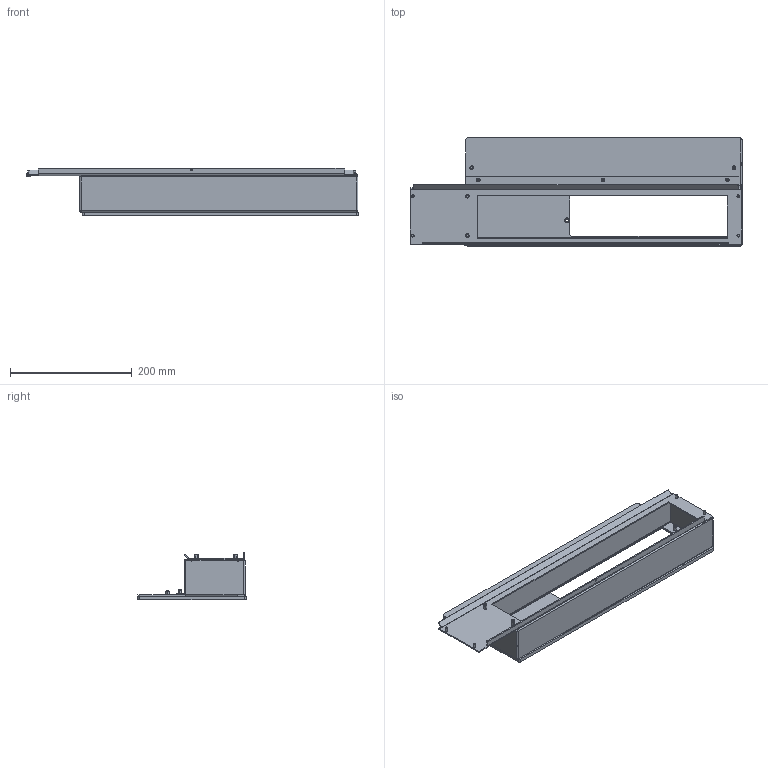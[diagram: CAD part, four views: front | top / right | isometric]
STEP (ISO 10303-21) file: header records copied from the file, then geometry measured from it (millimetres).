
FILE_DESCRIPTION (( 'STEP AP214' ), '1' );
FILE_NAME ('INGUN_115572.STEP', '2024-10-10T10:47:11', ( '' ), ( '' ), 'SwSTEP 2.0', 'SolidWorks 2021', '' );
FILE_SCHEMA (( 'AUTOMOTIVE_DESIGN' ));
Length unit declared in the file: millimetre
Products named in the file (8): INGUN_115572; ISO7380~n_M04,0x008; DIN7991~n_M04,0x010 VA; 115670~2_S; 115671~0_S; 113974~2_S; DIN912~n_M04,0x010; 115568~1
Assembly tree (19 placements, depth 2):
  INGUN_115572
    113974~2_S
    115670~2_S
    DIN912~n_M04,0x010  x10
    115568~1
    ISO7380~n_M04,0x008  x2
    115671~0_S
    DIN7991~n_M04,0x010 VA  x3
Bounding box: 546.5 x 178 x 78 mm (x, y, z)
Volume: 571485.9 mm3; surface area: 432413.2 mm2
Topology: 19 solids, 19 shells, 795 faces, 1956 edges, 1251 vertices
Faces by surface type: cylinder 483, plane 246, cone 62, torus 4
Entity records: 14189 total; most frequent: DIRECTION 2539, CARTESIAN_POINT 2294, ORIENTED_EDGE 2216, EDGE_CURVE 1108, AXIS2_PLACEMENT_3D 964, VERTEX_POINT 703, LINE 611, VECTOR 611
